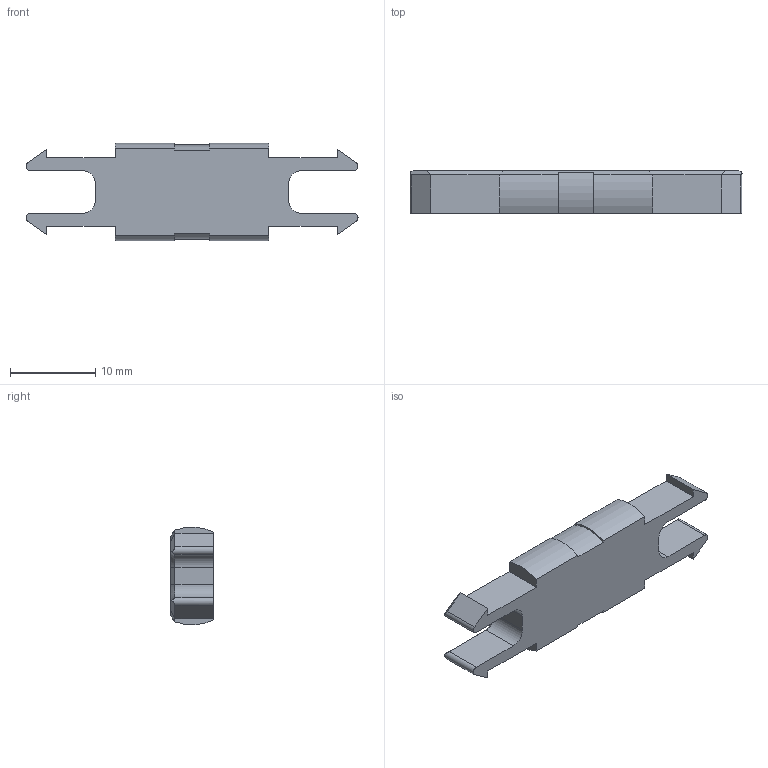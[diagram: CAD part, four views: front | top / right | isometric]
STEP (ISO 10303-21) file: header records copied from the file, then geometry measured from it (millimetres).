
FILE_DESCRIPTION(/* description */ (''),/* implementation_level */ '2;1');
FILE_NAME(/* name */ 'SRT_Conector.step',/* time_stamp */ '2023-10-29T22:08:34-03:00',/* author */ (''),/* organization */ (''),/* preprocessor_version */ 'ST-DEVELOPER v20',/* originating_system */ 'Autodesk Translation Framework v12.14.0.127',/* authorisation */ '');
FILE_SCHEMA (('AUTOMOTIVE_DESIGN { 1 0 10303 214 3 1 1 }'));
Length unit declared in the file: millimetre
Products named in the file (2): Piezas mecanismo 4; Conector
Assembly tree (1 placements, depth 2):
  Piezas mecanismo 4
    Conector
Bounding box: 38.88 x 5 x 11.43 mm (x, y, z)
Volume: 1415.2 mm3; surface area: 1181.4 mm2
Topology: 1 solids, 1 shells, 70 faces, 184 edges, 116 vertices
Faces by surface type: plane 52, cylinder 14, cone 4
Entity records: 2181 total; most frequent: CARTESIAN_POINT 373, DIRECTION 370, ORIENTED_EDGE 368, EDGE_CURVE 184, LINE 144, VECTOR 144, VERTEX_POINT 116, AXIS2_PLACEMENT_3D 113
